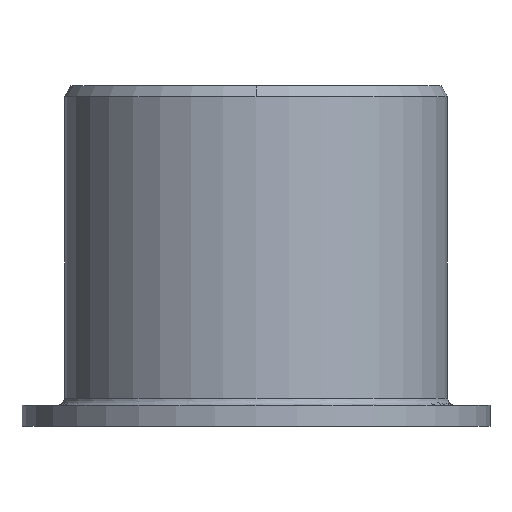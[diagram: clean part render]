
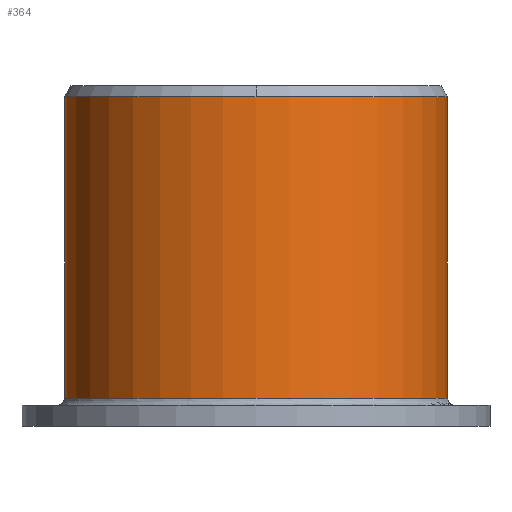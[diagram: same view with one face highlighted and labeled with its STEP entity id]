
A CAD part, front view. The second image highlights one B-rep face of the part: STEP entity #364.
In plain terms, the highlighted cylindrical face has radius 14.287 mm (diameter 28.575 mm), a partial arc.
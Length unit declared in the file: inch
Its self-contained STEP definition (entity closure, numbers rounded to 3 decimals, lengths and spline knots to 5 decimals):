
#7 = CARTESIAN_POINT ( 'NONE',  ( 0., 0., 0.08169 ) ) ;
#22 = CARTESIAN_POINT ( 'NONE',  ( 0.5625, 0., 0.08169 ) ) ;
#28 = CARTESIAN_POINT ( 'NONE',  ( 0., -0.5625, 0.9685 ) ) ;
#42 = FACE_OUTER_BOUND ( 'NONE', #180, .T. ) ;
#57 = DIRECTION ( 'NONE',  ( 0., 0., 1. ) ) ;
#60 = CIRCLE ( 'NONE', #239, 0.5625 ) ;
#64 = ORIENTED_EDGE ( 'NONE', *, *, #122, .T. ) ;
#90 = ORIENTED_EDGE ( 'NONE', *, *, #553, .F. ) ;
#100 = EDGE_CURVE ( 'NONE', #607, #434, #511, .T. ) ;
#113 = CARTESIAN_POINT ( 'NONE',  ( -0.5625, 0., 0.52509 ) ) ;
#117 = DIRECTION ( 'NONE',  ( 0., 0., 1. ) ) ;
#122 = EDGE_CURVE ( 'NONE', #293, #474, #593, .T. ) ;
#145 = DIRECTION ( 'NONE',  ( 1., 0., 0. ) ) ;
#148 = VECTOR ( 'NONE', #258, 39.37008 ) ;
#160 = ORIENTED_EDGE ( 'NONE', *, *, #644, .T. ) ;
#180 = EDGE_LOOP ( 'NONE', ( #208, #160, #64, #90, #378 ) ) ;
#186 = VERTEX_POINT ( 'NONE', #249 ) ;
#188 = AXIS2_PLACEMENT_3D ( 'NONE', #294, #245, #514 ) ;
#208 = ORIENTED_EDGE ( 'NONE', *, *, #274, .F. ) ;
#239 = AXIS2_PLACEMENT_3D ( 'NONE', #7, #57, #642 ) ;
#245 = DIRECTION ( 'NONE',  ( 0., 0., 1. ) ) ;
#249 = CARTESIAN_POINT ( 'NONE',  ( -0.5625, 0., 0.08169 ) ) ;
#258 = DIRECTION ( 'NONE',  ( 0., 0., 1. ) ) ;
#274 = EDGE_CURVE ( 'NONE', #186, #607, #419, .T. ) ;
#293 = VERTEX_POINT ( 'NONE', #22 ) ;
#294 = CARTESIAN_POINT ( 'NONE',  ( 0., 0., 0.9685 ) ) ;
#336 = CIRCLE ( 'NONE', #188, 0.5625 ) ;
#364 = ADVANCED_FACE ( 'NONE', ( #42 ), #536, .T. ) ;
#378 = ORIENTED_EDGE ( 'NONE', *, *, #100, .F. ) ;
#419 = LINE ( 'NONE', #113, #148 ) ;
#420 = CARTESIAN_POINT ( 'NONE',  ( 0.5625, 0., 0.9685 ) ) ;
#425 = CARTESIAN_POINT ( 'NONE',  ( 0., 0., 0.52509 ) ) ;
#434 = VERTEX_POINT ( 'NONE', #28 ) ;
#440 = DIRECTION ( 'NONE',  ( 0., 0., 1. ) ) ;
#474 = VERTEX_POINT ( 'NONE', #420 ) ;
#484 = AXIS2_PLACEMENT_3D ( 'NONE', #489, #639, #145 ) ;
#489 = CARTESIAN_POINT ( 'NONE',  ( 0., 0., 0.9685 ) ) ;
#500 = CARTESIAN_POINT ( 'NONE',  ( -0.5625, 0., 0.9685 ) ) ;
#511 = CIRCLE ( 'NONE', #484, 0.5625 ) ;
#514 = DIRECTION ( 'NONE',  ( 1., 0., 0. ) ) ;
#536 = CYLINDRICAL_SURFACE ( 'NONE', #581, 0.5625 ) ;
#540 = CARTESIAN_POINT ( 'NONE',  ( 0.5625, 0., 0.52509 ) ) ;
#553 = EDGE_CURVE ( 'NONE', #434, #474, #336, .T. ) ;
#558 = VECTOR ( 'NONE', #440, 39.37008 ) ;
#581 = AXIS2_PLACEMENT_3D ( 'NONE', #425, #117, #622 ) ;
#593 = LINE ( 'NONE', #540, #558 ) ;
#607 = VERTEX_POINT ( 'NONE', #500 ) ;
#622 = DIRECTION ( 'NONE',  ( 1., 0., 0. ) ) ;
#639 = DIRECTION ( 'NONE',  ( 0., 0., 1. ) ) ;
#642 = DIRECTION ( 'NONE',  ( 1., 0., 0. ) ) ;
#644 = EDGE_CURVE ( 'NONE', #186, #293, #60, .T. ) ;
